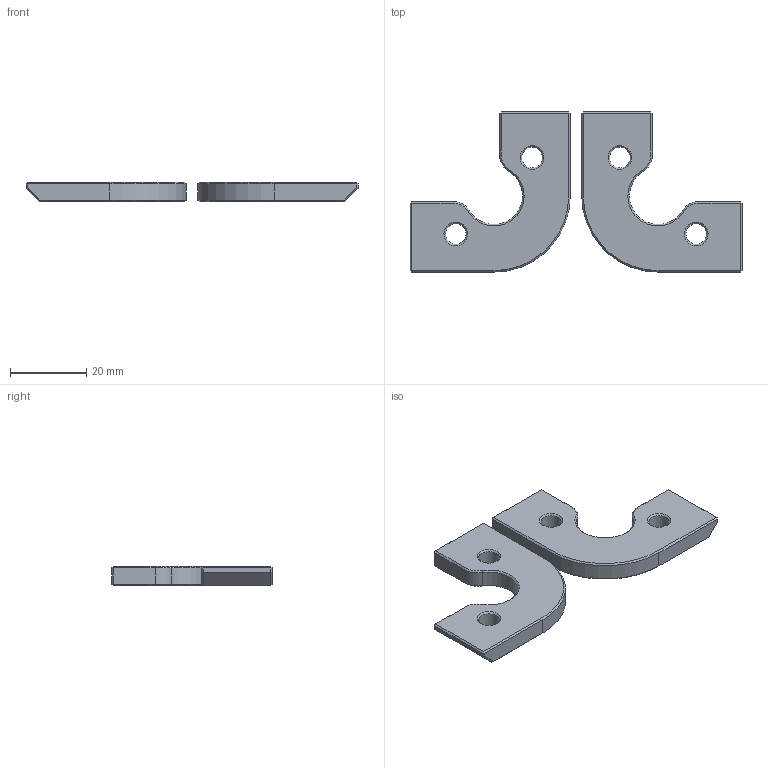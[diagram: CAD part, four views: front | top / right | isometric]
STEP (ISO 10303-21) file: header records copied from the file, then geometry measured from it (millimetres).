
FILE_DESCRIPTION(/* description */ (''),/* implementation_level */ '2;1');
FILE_NAME(/* name */ 'corner_accent_door_x2.stp',/* time_stamp */ '2022-03-05T22:21:29-05:00',/* author */ (''),/* organization */ (''),/* preprocessor_version */ 'ST-DEVELOPER v16',/* originating_system */ 'SIEMENS PLM Software NX 11.0',/* authorisation */ '');
FILE_SCHEMA (('AUTOMOTIVE_DESIGN { 1 0 10303 214 3 1 1 1 }'));
Length unit declared in the file: millimetre
Products named in the file (1): corner_accent_door
Bounding box: 87 x 42 x 5 mm (x, y, z)
Volume: 9395.9 mm3; surface area: 5647.1 mm2
Topology: 2 solids, 2 shells, 100 faces, 212 edges, 116 vertices
Faces by surface type: plane 64, cone 24, cylinder 12
Full cylindrical faces by diameter (mm): 5.4 x4
Entity records: 2561 total; most frequent: DIRECTION 450, CARTESIAN_POINT 417, ORIENTED_EDGE 400, EDGE_CURVE 200, LINE 152, VECTOR 152, AXIS2_PLACEMENT_3D 149, EDGE_LOOP 120
